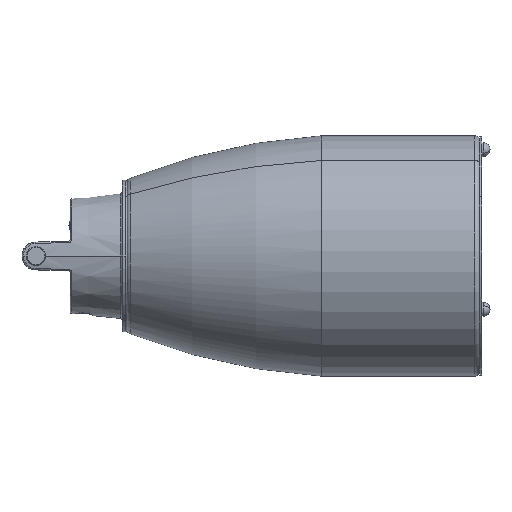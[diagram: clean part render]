
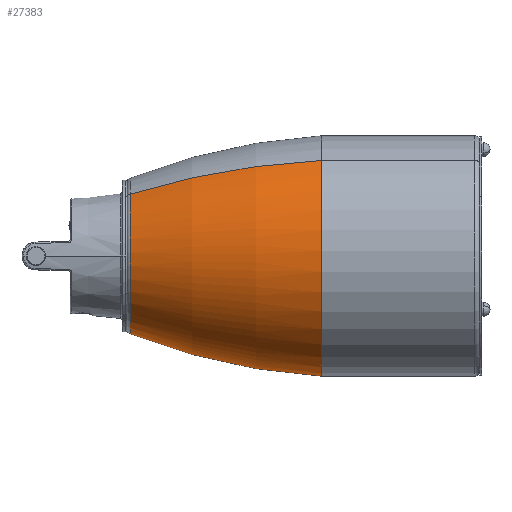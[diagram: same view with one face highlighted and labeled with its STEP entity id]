
A CAD part, left-side view. The second image highlights one B-rep face of the part: STEP entity #27383.
In plain terms, the highlighted toroidal (fillet/blend) face has major radius 448.152 mm and minor radius 553.403 mm.
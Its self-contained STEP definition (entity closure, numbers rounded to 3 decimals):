
#695 = DIRECTION ( 'NONE',  ( 0., 0., -1. ) ) ;
#3843 = DIRECTION ( 'NONE',  ( 0., 0., 1. ) ) ;
#4829 = DIRECTION ( 'NONE',  ( 1., 0., 0. ) ) ;
#5623 = CARTESIAN_POINT ( 'NONE',  ( 0., 150.07, 0. ) ) ;
#7126 = CIRCLE ( 'NONE', #11970, 67.43 ) ;
#7927 = DIRECTION ( 'NONE',  ( 0., 1., 0. ) ) ;
#8919 = DIRECTION ( 'NONE',  ( 0., 1., 0. ) ) ;
#10033 = AXIS2_PLACEMENT_3D ( 'NONE', #13189, #10320, #3843 ) ;
#10320 = DIRECTION ( 'NONE',  ( -1., 0., 0. ) ) ;
#10611 = EDGE_CURVE ( 'NONE', #30242, #27362, #18341, .T. ) ;
#11089 = ORIENTED_EDGE ( 'NONE', *, *, #36584, .T. ) ;
#11353 = EDGE_LOOP ( 'NONE', ( #14960, #18085, #11089, #34813 ) ) ;
#11909 = TOROIDAL_SURFACE ( 'NONE', #22268, -448.152, 553.403 ) ;
#11970 = AXIS2_PLACEMENT_3D ( 'NONE', #5623, #7927, #16859 ) ;
#13189 = CARTESIAN_POINT ( 'NONE',  ( 0., -51.002, -448.152 ) ) ;
#14960 = ORIENTED_EDGE ( 'NONE', *, *, #10611, .F. ) ;
#16859 = DIRECTION ( 'NONE',  ( 0., 0., 1. ) ) ;
#18085 = ORIENTED_EDGE ( 'NONE', *, *, #33967, .T. ) ;
#18341 = CIRCLE ( 'NONE', #22605, 104.103 ) ;
#18984 = CARTESIAN_POINT ( 'NONE',  ( 0., -15.376, 0. ) ) ;
#19209 = CIRCLE ( 'NONE', #30746, 553.403 ) ;
#19461 = CARTESIAN_POINT ( 'NONE',  ( 0., -51.002, 0. ) ) ;
#20338 = CIRCLE ( 'NONE', #10033, 553.403 ) ;
#20596 = VERTEX_POINT ( 'NONE', #25455 ) ;
#22268 = AXIS2_PLACEMENT_3D ( 'NONE', #19461, #8919, #31424 ) ;
#22499 = FACE_OUTER_BOUND ( 'NONE', #11353, .T. ) ;
#22605 = AXIS2_PLACEMENT_3D ( 'NONE', #18984, #30582, #36494 ) ;
#23189 = CARTESIAN_POINT ( 'NONE',  ( 0., 150.07, 67.43 ) ) ;
#24308 = EDGE_CURVE ( 'NONE', #27362, #25831, #20338, .T. ) ;
#25455 = CARTESIAN_POINT ( 'NONE',  ( 0., 150.07, -67.43 ) ) ;
#25831 = VERTEX_POINT ( 'NONE', #23189 ) ;
#26772 = CARTESIAN_POINT ( 'NONE',  ( 0., -51.002, 448.152 ) ) ;
#27362 = VERTEX_POINT ( 'NONE', #27819 ) ;
#27383 = ADVANCED_FACE ( 'NONE', ( #22499 ), #11909, .F. ) ;
#27819 = CARTESIAN_POINT ( 'NONE',  ( 0., -15.376, 104.103 ) ) ;
#30242 = VERTEX_POINT ( 'NONE', #36680 ) ;
#30582 = DIRECTION ( 'NONE',  ( 0., 1., 0. ) ) ;
#30746 = AXIS2_PLACEMENT_3D ( 'NONE', #26772, #4829, #695 ) ;
#31424 = DIRECTION ( 'NONE',  ( 0., 0., 1. ) ) ;
#33967 = EDGE_CURVE ( 'NONE', #30242, #20596, #19209, .T. ) ;
#34813 = ORIENTED_EDGE ( 'NONE', *, *, #24308, .F. ) ;
#36494 = DIRECTION ( 'NONE',  ( 0., 0., 1. ) ) ;
#36584 = EDGE_CURVE ( 'NONE', #20596, #25831, #7126, .T. ) ;
#36680 = CARTESIAN_POINT ( 'NONE',  ( 0., -15.376, -104.103 ) ) ;
